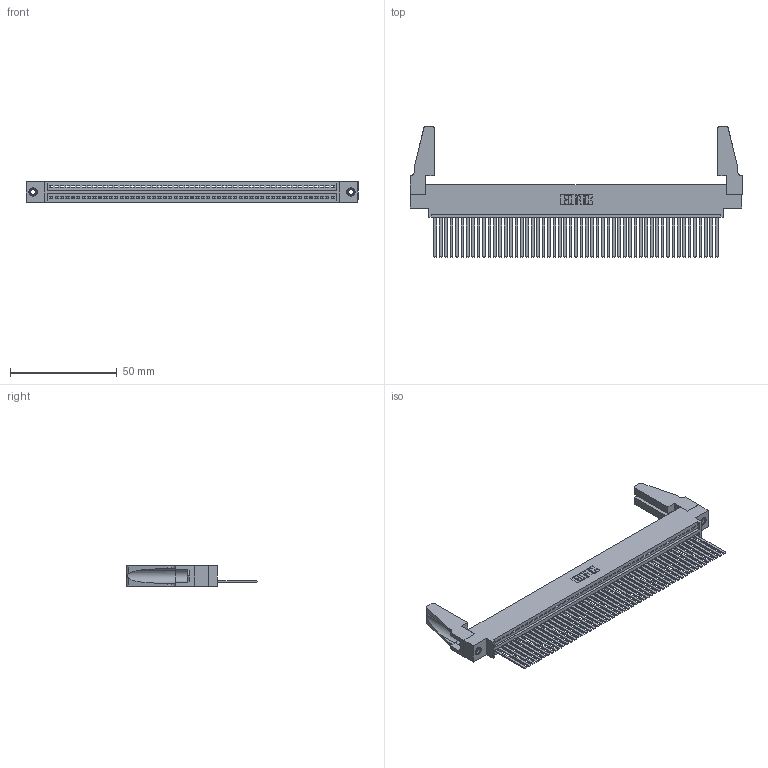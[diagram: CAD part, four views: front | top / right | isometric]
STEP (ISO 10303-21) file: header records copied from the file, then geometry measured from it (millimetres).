
FILE_DESCRIPTION (( 'STEP AP203' ), '1' );
FILE_NAME ('345-053-544-688.STEP', '2019-10-09T22:03:14', ( '' ), ( '' ), 'SwSTEP 2.0', 'SolidWorks 2016', '' );
FILE_SCHEMA (( 'CONFIG_CONTROL_DESIGN' ));
Length unit declared in the file: inch
Products named in the file (5): 345-053-544-688; 345-220-078_345-220-088; 345 Part_0.170 Offset - 0.156 Dia-TH; 345-250-001_345-250-001-102; 345-292-001_345-293-144
Assembly tree (58 placements, depth 2):
  345-053-544-688
    345 Part_0.170 Offset - 0.156 Dia-TH
    345-292-001_345-293-144  x53
    345-250-001_345-250-001-102  x2
    345-220-078_345-220-088  x2
Bounding box: 155.85 x 61.14 x 9.4 mm (x, y, z)
Volume: 18646.2 mm3; surface area: 25704.9 mm2
Topology: 58 solids, 58 shells, 3010 faces, 9041 edges, 5946 vertices
Faces by surface type: plane 2064, cylinder 930, cone 12, torus 4
Entity records: 40504 total; most frequent: CARTESIAN_POINT 7005, ORIENTED_EDGE 6952, DIRECTION 6106, EDGE_CURVE 3476, LINE 3094, VECTOR 3094, VERTEX_POINT 2310, AXIS2_PLACEMENT_3D 1506
